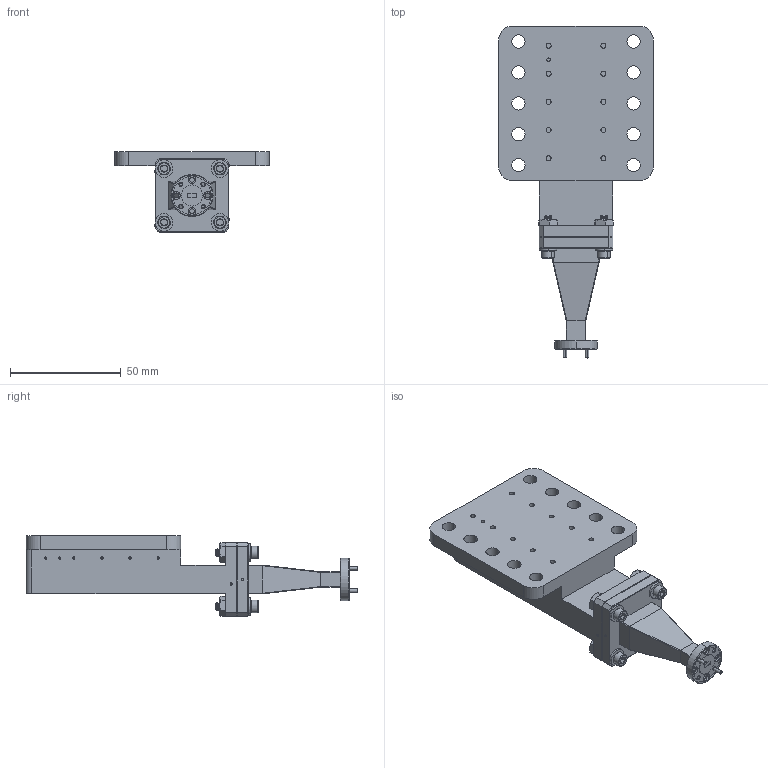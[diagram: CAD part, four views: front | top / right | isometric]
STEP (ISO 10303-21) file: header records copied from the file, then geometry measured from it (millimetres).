
FILE_DESCRIPTION (( 'STEP AP203' ), '1' );
FILE_NAME ('SWL-1550-S1-V.STEP', '2024-10-22T02:22:05', ( '' ), ( '' ), 'SwSTEP 2.0', 'SolidWorks 2021', '' );
FILE_SCHEMA (( 'CONFIG_CONTROL_DESIGN' ));
Length unit declared in the file: inch
Products named in the file (1): SWL-1550-S1-V
Bounding box: 69.85 x 149.92 x 36.53 mm (x, y, z)
Volume: 102125.7 mm3; surface area: 29300.1 mm2
Topology: 13 solids, 13 shells, 1305 faces, 3140 edges, 1930 vertices
Faces by surface type: cylinder 606, plane 354, cone 337, bspline 8
Entity records: 46322 total; most frequent: CARTESIAN_POINT 17576, ORIENTED_EDGE 6280, DIRECTION 5747, EDGE_CURVE 3140, AXIS2_PLACEMENT_3D 2199, VERTEX_POINT 1930, EDGE_LOOP 1452, LINE 1349
